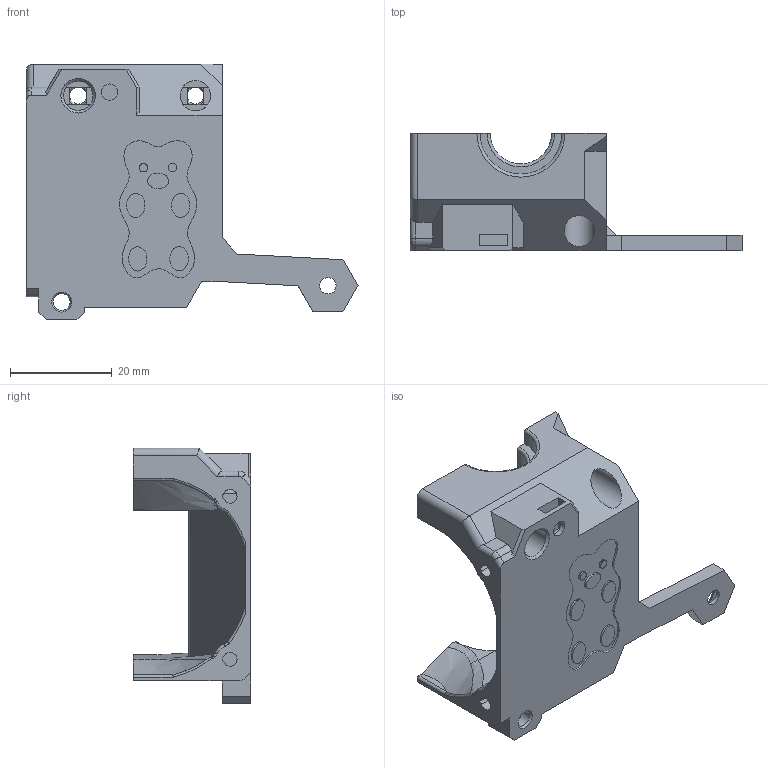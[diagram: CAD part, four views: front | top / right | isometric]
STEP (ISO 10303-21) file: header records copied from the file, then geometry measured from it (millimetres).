
FILE_DESCRIPTION(('FreeCAD Model'),'2;1');
FILE_NAME('body-dront.step','2020-06-22T19:16:43',('Author'),(''), 'Open CASCADE STEP processor 7.3','FreeCAD','Unknown');
FILE_SCHEMA(('AUTOMOTIVE_DESIGN { 1 0 10303 214 1 1 1 1 }'));
Length unit declared in the file: millimetre
Products named in the file (1): cover
Bounding box: 65.15 x 23 x 50.2 mm (x, y, z)
Volume: 17120.5 mm3; surface area: 8434 mm2
Topology: 1 solids, 7 shells, 417 faces, 1133 edges, 741 vertices
Faces by surface type: plane 301, bspline 55, cylinder 30, cone 24, torus 7
Full cylindrical faces by diameter (mm): 3.2 x3, 3.3 x3, 5.8 x1, 6 x1
Entity records: 31212 total; most frequent: CARTESIAN_POINT 9418, DIRECTION 3721, LINE 2678, VECTOR 2678, ORIENTED_EDGE 2266, PCURVE 2266, DEFINITIONAL_REPRESENTATION 2266, EDGE_CURVE 1133
